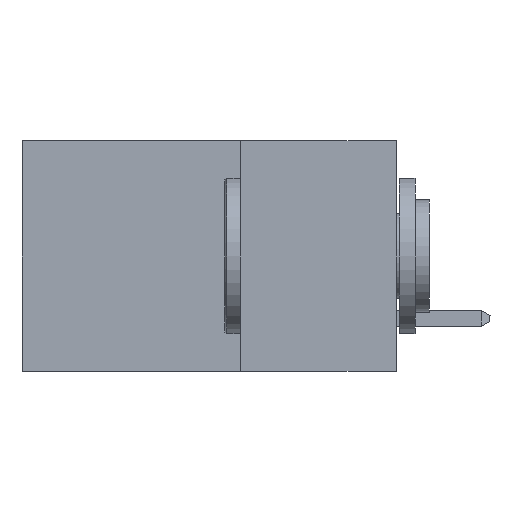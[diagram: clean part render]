
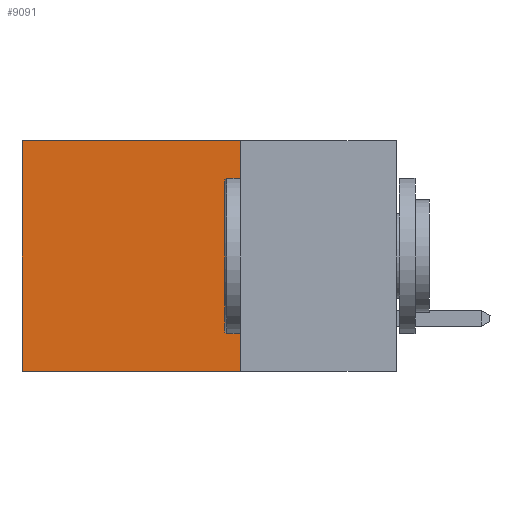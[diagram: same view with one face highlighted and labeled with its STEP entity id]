
A CAD part, left-side view. The second image highlights one B-rep face of the part: STEP entity #9091.
In plain terms, the highlighted planar face has unit normal (-1, 0, 0).
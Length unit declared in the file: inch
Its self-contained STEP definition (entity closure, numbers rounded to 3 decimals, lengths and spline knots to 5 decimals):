
#214 = VECTOR ( 'NONE', #17096, 39.37008 ) ;
#1543 = EDGE_CURVE ( 'NONE', #17098, #2164, #17557, .T. ) ;
#2164 = VERTEX_POINT ( 'NONE', #12710 ) ;
#2675 = VERTEX_POINT ( 'NONE', #17254 ) ;
#4150 = CARTESIAN_POINT ( 'NONE',  ( 0.2615, 0.25, 0. ) ) ;
#4326 = DIRECTION ( 'NONE',  ( 1., 0., 0. ) ) ;
#4768 = EDGE_CURVE ( 'NONE', #18024, #2675, #11788, .T. ) ;
#5592 = DIRECTION ( 'NONE',  ( 0., 1., 0. ) ) ;
#5835 = FACE_OUTER_BOUND ( 'NONE', #8752, .T. ) ;
#6909 = ORIENTED_EDGE ( 'NONE', *, *, #4768, .F. ) ;
#8752 = EDGE_LOOP ( 'NONE', ( #15482, #9506, #6909, #14305 ) ) ;
#9091 = ADVANCED_FACE ( 'NONE', ( #5835 ), #14259, .F. ) ;
#9506 = ORIENTED_EDGE ( 'NONE', *, *, #18523, .F. ) ;
#10902 = EDGE_CURVE ( 'NONE', #18024, #17098, #15369, .T. ) ;
#11096 = DIRECTION ( 'NONE',  ( 0., 0., -1. ) ) ;
#11560 = VECTOR ( 'NONE', #5592, 39.37008 ) ;
#11788 = LINE ( 'NONE', #17353, #214 ) ;
#12710 = CARTESIAN_POINT ( 'NONE',  ( 0.2615, 0.6, -0.37 ) ) ;
#12875 = CARTESIAN_POINT ( 'NONE',  ( 0.2615, 0.25, -0.37 ) ) ;
#13545 = CARTESIAN_POINT ( 'NONE',  ( 0.2615, 0.25, 0. ) ) ;
#13794 = VECTOR ( 'NONE', #11096, 39.37008 ) ;
#14259 = PLANE ( 'NONE',  #17553 ) ;
#14305 = ORIENTED_EDGE ( 'NONE', *, *, #10902, .T. ) ;
#14323 = DIRECTION ( 'NONE',  ( 0., 0., -1. ) ) ;
#15130 = VECTOR ( 'NONE', #17242, 39.37008 ) ;
#15369 = LINE ( 'NONE', #4150, #11560 ) ;
#15482 = ORIENTED_EDGE ( 'NONE', *, *, #1543, .T. ) ;
#15570 = LINE ( 'NONE', #15833, #15130 ) ;
#15833 = CARTESIAN_POINT ( 'NONE',  ( 0.2615, 0.25, -0.37 ) ) ;
#17096 = DIRECTION ( 'NONE',  ( 0., 0., -1. ) ) ;
#17098 = VERTEX_POINT ( 'NONE', #18639 ) ;
#17242 = DIRECTION ( 'NONE',  ( 0., 1., 0. ) ) ;
#17254 = CARTESIAN_POINT ( 'NONE',  ( 0.2615, 0.25, -0.37 ) ) ;
#17353 = CARTESIAN_POINT ( 'NONE',  ( 0.2615, 0.25, -0.37 ) ) ;
#17553 = AXIS2_PLACEMENT_3D ( 'NONE', #12875, #4326, #14323 ) ;
#17557 = LINE ( 'NONE', #18421, #13794 ) ;
#18024 = VERTEX_POINT ( 'NONE', #13545 ) ;
#18421 = CARTESIAN_POINT ( 'NONE',  ( 0.2615, 0.6, -0.37 ) ) ;
#18523 = EDGE_CURVE ( 'NONE', #2675, #2164, #15570, .T. ) ;
#18639 = CARTESIAN_POINT ( 'NONE',  ( 0.2615, 0.6, 0. ) ) ;
